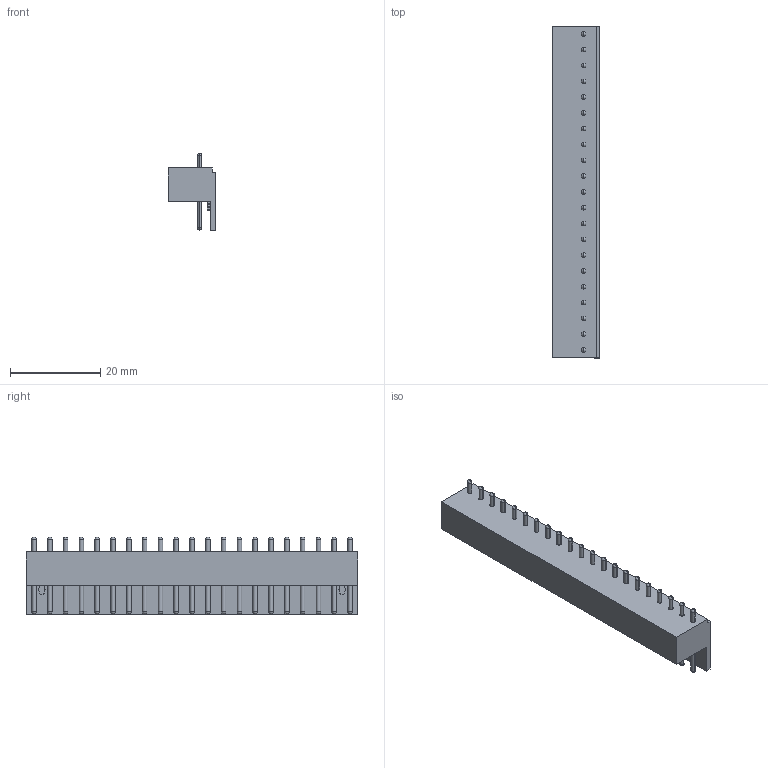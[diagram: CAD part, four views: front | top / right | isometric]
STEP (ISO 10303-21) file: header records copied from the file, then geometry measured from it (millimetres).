
FILE_DESCRIPTION((''),'2;1');
FILE_NAME('TL007T-XXP','2024-11-13T14:15:18',('sheji'),(''),'CREO PARAMETRIC BY PTC INC, 2018100','CREO PARAMETRIC BY PTC INC, 2018100','');
FILE_SCHEMA(('CONFIG_CONTROL_DESIGN'));
Length unit declared in the file: millimetre
Products named in the file (1): TL007T-XXP
Bounding box: 10.6 x 73.5 x 17.15 mm (x, y, z)
Volume: 6402.3 mm3; surface area: 4381.1 mm2
Topology: 1 solids, 1 shells, 206 faces, 528 edges, 282 vertices
Faces by surface type: cylinder 92, sphere 84, plane 30
Entity records: 5865 total; most frequent: CARTESIAN_POINT 1205, DIRECTION 1040, ORIENTED_EDGE 888, EDGE_CURVE 444, AXIS2_PLACEMENT_3D 432, VERTEX_POINT 282, EDGE_LOOP 248, CIRCLE 226
